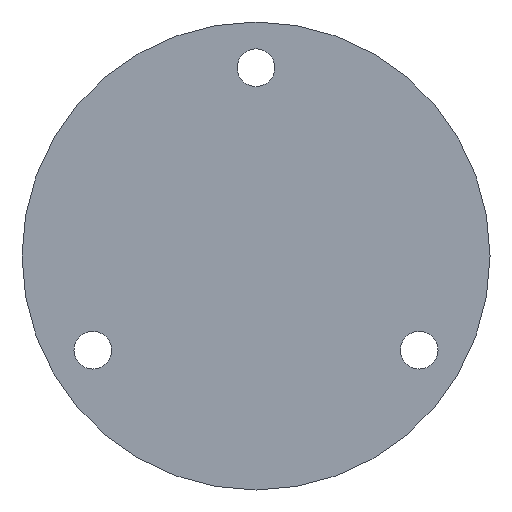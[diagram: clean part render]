
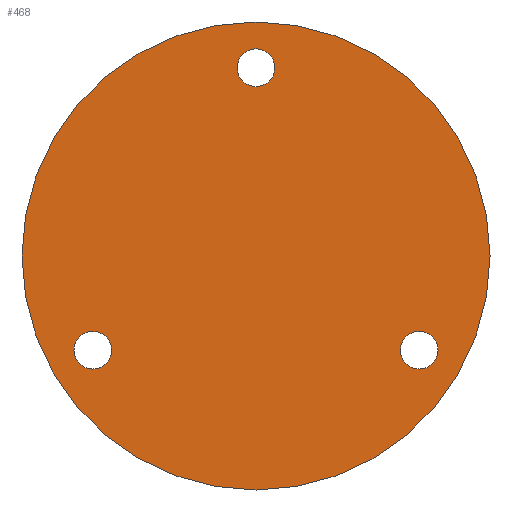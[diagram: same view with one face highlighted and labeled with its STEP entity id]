
A CAD part, front view. The second image highlights one B-rep face of the part: STEP entity #468.
In plain terms, the highlighted planar face has unit normal (0, -1, 0).
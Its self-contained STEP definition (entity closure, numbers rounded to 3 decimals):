
#10 = CIRCLE ( 'NONE', #378, 19.25 ) ;
#35 = CIRCLE ( 'NONE', #716, 1.55 ) ;
#45 = DIRECTION ( 'NONE',  ( 0., 0., 1. ) ) ;
#46 = DIRECTION ( 'NONE',  ( 0., 1., 0. ) ) ;
#54 = EDGE_CURVE ( 'NONE', #783, #548, #10, .T. ) ;
#63 = AXIS2_PLACEMENT_3D ( 'NONE', #920, #843, #925 ) ;
#69 = EDGE_LOOP ( 'NONE', ( #572, #511 ) ) ;
#82 = VERTEX_POINT ( 'NONE', #190 ) ;
#90 = EDGE_LOOP ( 'NONE', ( #673, #934 ) ) ;
#92 = AXIS2_PLACEMENT_3D ( 'NONE', #606, #301, #756 ) ;
#119 = CARTESIAN_POINT ( 'NONE',  ( -13.423, 0., -7.75 ) ) ;
#122 = EDGE_CURVE ( 'NONE', #309, #82, #35, .T. ) ;
#132 = CARTESIAN_POINT ( 'NONE',  ( 0., 0., 0. ) ) ;
#141 = AXIS2_PLACEMENT_3D ( 'NONE', #409, #688, #477 ) ;
#146 = CARTESIAN_POINT ( 'NONE',  ( 0., 0., 13.94 ) ) ;
#168 = ORIENTED_EDGE ( 'NONE', *, *, #533, .T. ) ;
#181 = DIRECTION ( 'NONE',  ( 0., 1., 0. ) ) ;
#182 = CARTESIAN_POINT ( 'NONE',  ( 0., 0., 15.49 ) ) ;
#188 = DIRECTION ( 'NONE',  ( 0., 0., 1. ) ) ;
#190 = CARTESIAN_POINT ( 'NONE',  ( -13.423, 0., -9.3 ) ) ;
#193 = PLANE ( 'NONE',  #141 ) ;
#208 = EDGE_LOOP ( 'NONE', ( #746, #168 ) ) ;
#211 = ORIENTED_EDGE ( 'NONE', *, *, #883, .T. ) ;
#241 = CARTESIAN_POINT ( 'NONE',  ( 13.423, 0., -7.75 ) ) ;
#246 = CIRCLE ( 'NONE', #486, 19.25 ) ;
#283 = VERTEX_POINT ( 'NONE', #146 ) ;
#301 = DIRECTION ( 'NONE',  ( 0., 1., 0. ) ) ;
#309 = VERTEX_POINT ( 'NONE', #430 ) ;
#319 = DIRECTION ( 'NONE',  ( 0., 0., 1. ) ) ;
#331 = DIRECTION ( 'NONE',  ( 0., 0., -1. ) ) ;
#356 = DIRECTION ( 'NONE',  ( 0., 0., 1. ) ) ;
#378 = AXIS2_PLACEMENT_3D ( 'NONE', #406, #181, #45 ) ;
#382 = CIRCLE ( 'NONE', #674, 1.55 ) ;
#388 = EDGE_CURVE ( 'NONE', #283, #894, #733, .T. ) ;
#400 = FACE_BOUND ( 'NONE', #208, .T. ) ;
#406 = CARTESIAN_POINT ( 'NONE',  ( 0., 0., 0. ) ) ;
#408 = CIRCLE ( 'NONE', #63, 1.55 ) ;
#409 = CARTESIAN_POINT ( 'NONE',  ( 0., 0., 0. ) ) ;
#430 = CARTESIAN_POINT ( 'NONE',  ( -13.423, 0., -6.2 ) ) ;
#433 = CARTESIAN_POINT ( 'NONE',  ( 0., 0., -19.25 ) ) ;
#437 = DIRECTION ( 'NONE',  ( 0., 0., -1. ) ) ;
#467 = DIRECTION ( 'NONE',  ( 0., 1., 0. ) ) ;
#468 = ADVANCED_FACE ( 'NONE', ( #400, #759, #766, #480 ), #193, .F. ) ;
#470 = DIRECTION ( 'NONE',  ( 0., 1., 0. ) ) ;
#477 = DIRECTION ( 'NONE',  ( 0., 0., 1. ) ) ;
#480 = FACE_BOUND ( 'NONE', #647, .T. ) ;
#486 = AXIS2_PLACEMENT_3D ( 'NONE', #132, #860, #356 ) ;
#511 = ORIENTED_EDGE ( 'NONE', *, *, #54, .F. ) ;
#533 = EDGE_CURVE ( 'NONE', #710, #866, #408, .T. ) ;
#539 = CARTESIAN_POINT ( 'NONE',  ( -13.423, 0., -7.75 ) ) ;
#548 = VERTEX_POINT ( 'NONE', #433 ) ;
#572 = ORIENTED_EDGE ( 'NONE', *, *, #599, .F. ) ;
#579 = AXIS2_PLACEMENT_3D ( 'NONE', #119, #46, #331 ) ;
#589 = ORIENTED_EDGE ( 'NONE', *, *, #122, .T. ) ;
#595 = CIRCLE ( 'NONE', #579, 1.55 ) ;
#599 = EDGE_CURVE ( 'NONE', #548, #783, #246, .T. ) ;
#606 = CARTESIAN_POINT ( 'NONE',  ( 0., 0., 15.49 ) ) ;
#647 = EDGE_LOOP ( 'NONE', ( #211, #589 ) ) ;
#665 = EDGE_CURVE ( 'NONE', #866, #710, #761, .T. ) ;
#673 = ORIENTED_EDGE ( 'NONE', *, *, #388, .T. ) ;
#674 = AXIS2_PLACEMENT_3D ( 'NONE', #182, #470, #188 ) ;
#679 = CARTESIAN_POINT ( 'NONE',  ( 13.423, 0., -6.2 ) ) ;
#688 = DIRECTION ( 'NONE',  ( 0., 1., 0. ) ) ;
#693 = CARTESIAN_POINT ( 'NONE',  ( 13.423, 0., -9.3 ) ) ;
#710 = VERTEX_POINT ( 'NONE', #679 ) ;
#716 = AXIS2_PLACEMENT_3D ( 'NONE', #539, #467, #437 ) ;
#733 = CIRCLE ( 'NONE', #92, 1.55 ) ;
#746 = ORIENTED_EDGE ( 'NONE', *, *, #665, .T. ) ;
#756 = DIRECTION ( 'NONE',  ( 0., 0., 1. ) ) ;
#759 = FACE_OUTER_BOUND ( 'NONE', #69, .T. ) ;
#761 = CIRCLE ( 'NONE', #836, 1.55 ) ;
#766 = FACE_BOUND ( 'NONE', #90, .T. ) ;
#783 = VERTEX_POINT ( 'NONE', #919 ) ;
#836 = AXIS2_PLACEMENT_3D ( 'NONE', #241, #900, #319 ) ;
#839 = CARTESIAN_POINT ( 'NONE',  ( 0., 0., 17.04 ) ) ;
#843 = DIRECTION ( 'NONE',  ( 0., 1., 0. ) ) ;
#860 = DIRECTION ( 'NONE',  ( 0., 1., 0. ) ) ;
#866 = VERTEX_POINT ( 'NONE', #693 ) ;
#883 = EDGE_CURVE ( 'NONE', #82, #309, #595, .T. ) ;
#894 = VERTEX_POINT ( 'NONE', #839 ) ;
#900 = DIRECTION ( 'NONE',  ( 0., 1., 0. ) ) ;
#919 = CARTESIAN_POINT ( 'NONE',  ( 0., 0., 19.25 ) ) ;
#920 = CARTESIAN_POINT ( 'NONE',  ( 13.423, 0., -7.75 ) ) ;
#925 = DIRECTION ( 'NONE',  ( 0., 0., 1. ) ) ;
#934 = ORIENTED_EDGE ( 'NONE', *, *, #938, .T. ) ;
#938 = EDGE_CURVE ( 'NONE', #894, #283, #382, .T. ) ;
